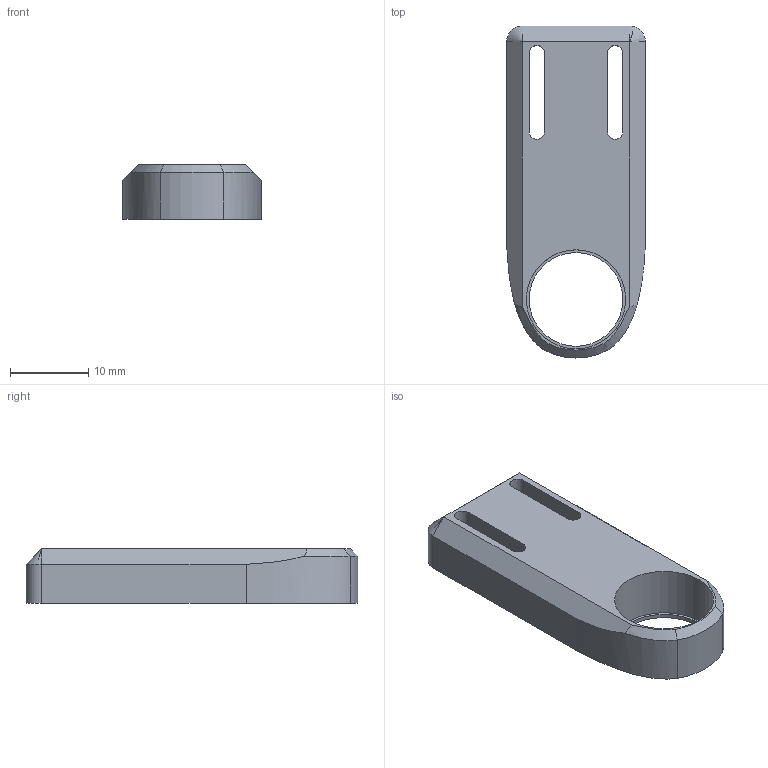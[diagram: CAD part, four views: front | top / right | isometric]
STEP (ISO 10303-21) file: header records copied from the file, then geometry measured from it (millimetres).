
FILE_DESCRIPTION(/* description */ (''),/* implementation_level */ '2;1');
FILE_NAME(/* name */ 'Optical System - Prism Mount Small 2 v5.step',/* time_stamp */ '2022-08-17T12:05:50+02:00',/* author */ (''),/* organization */ (''),/* preprocessor_version */ 'ST-DEVELOPER v19',/* originating_system */ 'Autodesk Translation Framework v11.7.0.108',/* authorisation */ '');
FILE_SCHEMA (('AUTOMOTIVE_DESIGN { 1 0 10303 214 3 1 1 }'));
Length unit declared in the file: millimetre
Products named in the file (1): Optical System - Prism Mount Small 2
Bounding box: 17.74 x 42.5 x 7 mm (x, y, z)
Volume: 3566.6 mm3; surface area: 2395.1 mm2
Topology: 1 solids, 1 shells, 29 faces, 72 edges, 44 vertices
Faces by surface type: plane 13, cylinder 9, bspline 4, cone 3
Full cylindrical faces by diameter (mm): 12 x1, 12.7 x1
Entity records: 1054 total; most frequent: CARTESIAN_POINT 354, ORIENTED_EDGE 140, DIRECTION 129, EDGE_CURVE 70, AXIS2_PLACEMENT_3D 45, VERTEX_POINT 44, LINE 39, VECTOR 39
